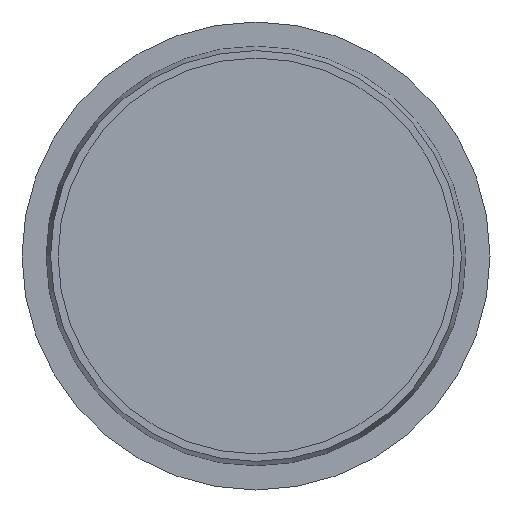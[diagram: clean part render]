
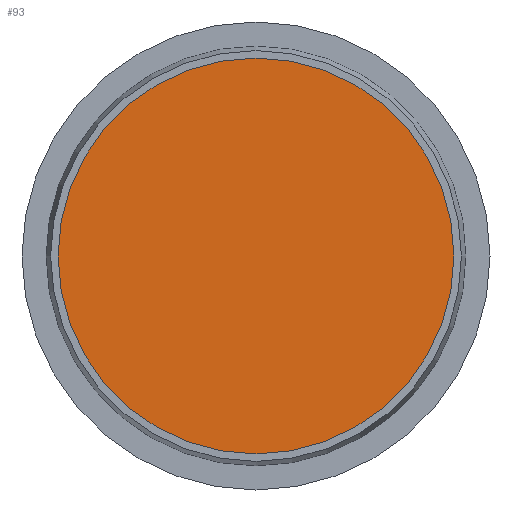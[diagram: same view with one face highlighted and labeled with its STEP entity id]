
A CAD part, front view. The second image highlights one B-rep face of the part: STEP entity #93.
In plain terms, the highlighted planar face has unit normal (0, -1, 0).
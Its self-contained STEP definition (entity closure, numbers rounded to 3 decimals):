
#32=FACE_OUTER_BOUND('',#46,.T.);
#46=EDGE_LOOP('',(#81));
#53=CIRCLE('',#109,94.3);
#60=VERTEX_POINT('',#163);
#67=EDGE_CURVE('',#60,#60,#53,.T.);
#81=ORIENTED_EDGE('',*,*,#67,.T.);
#85=PLANE('',#110);
#93=ADVANCED_FACE('',(#32),#85,.T.);
#109=AXIS2_PLACEMENT_3D('',#164,#139,#140);
#110=AXIS2_PLACEMENT_3D('',#165,#141,#142);
#139=DIRECTION('center_axis',(0.,-1.,0.));
#140=DIRECTION('ref_axis',(1.,0.,0.));
#141=DIRECTION('center_axis',(0.,-1.,0.));
#142=DIRECTION('ref_axis',(0.,0.,-1.));
#163=CARTESIAN_POINT('',(94.3,84.,0.));
#164=CARTESIAN_POINT('Origin',(0.,84.,0.));
#165=CARTESIAN_POINT('Origin',(0.,84.,0.));
